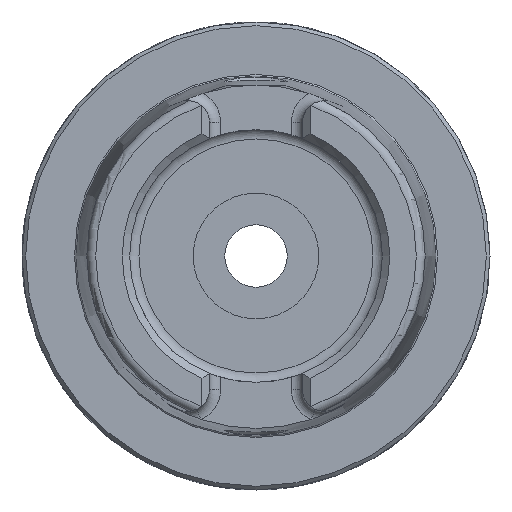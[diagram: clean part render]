
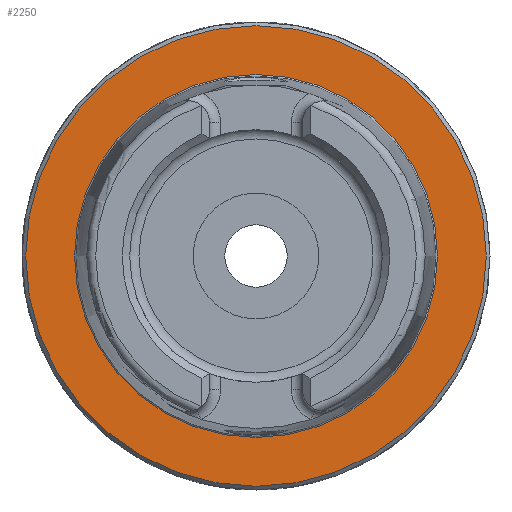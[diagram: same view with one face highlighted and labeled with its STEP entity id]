
A CAD part, left-side view. The second image highlights one B-rep face of the part: STEP entity #2250.
In plain terms, the highlighted planar face has unit normal (-1, 0, 0).
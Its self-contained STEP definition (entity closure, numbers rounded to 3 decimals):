
#142=FACE_BOUND('',#505,.T.);
#187=PLANE('',#2544);
#358=FACE_OUTER_BOUND('',#504,.T.);
#504=EDGE_LOOP('',(#2100));
#505=EDGE_LOOP('',(#2101));
#869=CIRCLE('',#2543,24.433);
#870=CIRCLE('',#2545,31.);
#1090=VERTEX_POINT('',#4933);
#1091=VERTEX_POINT('',#4937);
#1427=EDGE_CURVE('',#1090,#1090,#869,.T.);
#1428=EDGE_CURVE('',#1091,#1091,#870,.T.);
#2100=ORIENTED_EDGE('',*,*,#1428,.F.);
#2101=ORIENTED_EDGE('',*,*,#1427,.T.);
#2250=ADVANCED_FACE('',(#358,#142),#187,.T.);
#2543=AXIS2_PLACEMENT_3D('',#4935,#3196,#3197);
#2544=AXIS2_PLACEMENT_3D('',#4936,#3198,#3199);
#2545=AXIS2_PLACEMENT_3D('',#4938,#3200,#3201);
#3196=DIRECTION('center_axis',(1.,0.,0.));
#3197=DIRECTION('ref_axis',(0.,0.,-1.));
#3198=DIRECTION('center_axis',(-1.,0.,0.));
#3199=DIRECTION('ref_axis',(0.,0.,1.));
#3200=DIRECTION('center_axis',(1.,0.,0.));
#3201=DIRECTION('ref_axis',(0.,0.,-1.));
#4933=CARTESIAN_POINT('',(0.,0.,24.433));
#4935=CARTESIAN_POINT('Origin',(0.,0.,0.));
#4936=CARTESIAN_POINT('Origin',(0.,31.,0.));
#4937=CARTESIAN_POINT('',(0.,-31.,0.));
#4938=CARTESIAN_POINT('Origin',(0.,0.,0.));
